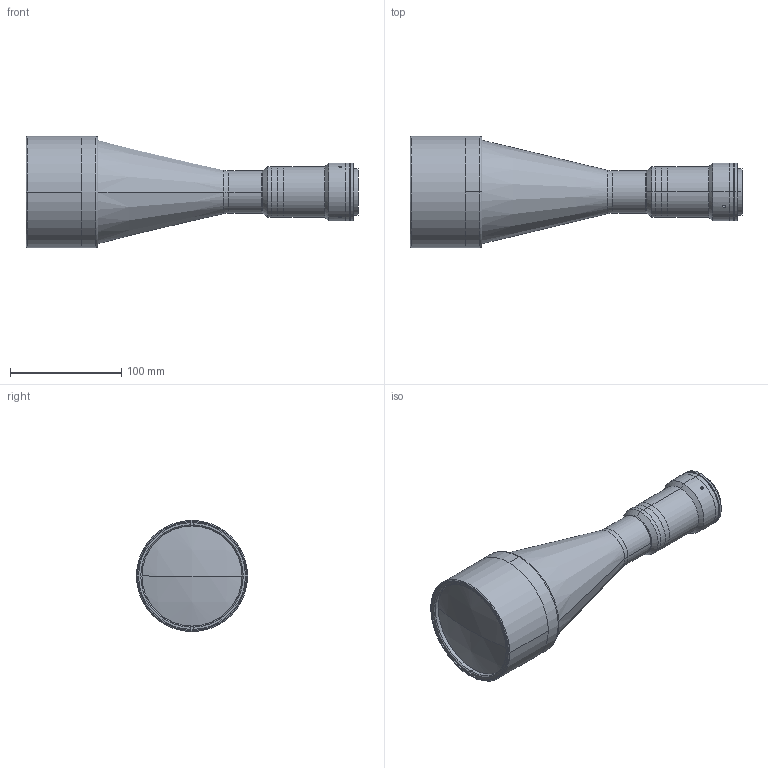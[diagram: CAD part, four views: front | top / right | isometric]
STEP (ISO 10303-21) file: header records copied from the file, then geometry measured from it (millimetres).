
FILE_DESCRIPTION (( 'STEP AP203' ), '1' );
FILE_NAME ('DP32094-A_TC10M064-J.step', '2022-12-06T16:23:07', ( '' ), ( '' ), 'SwSTEP 2.0', 'SolidWorks 2021', '' );
FILE_SCHEMA (( 'CONFIG_CONTROL_DESIGN' ));
Length unit declared in the file: millimetre
Products named in the file (1): DP32094-A_TC10M064-J
Bounding box: 298.26 x 100 x 100 mm (x, y, z)
Surface area: 90250.9 mm2 (no closed solid volume)
Topology: 0 solids, 20 shells, 96 faces, 258 edges, 181 vertices
Faces by surface type: cylinder 48, plane 26, cone 14, torus 6, sphere 2
Entity records: 3330 total; most frequent: CARTESIAN_POINT 776, DIRECTION 582, ORIENTED_EDGE 412, EDGE_CURVE 258, AXIS2_PLACEMENT_3D 243, VERTEX_POINT 181, CIRCLE 146, EDGE_LOOP 116
